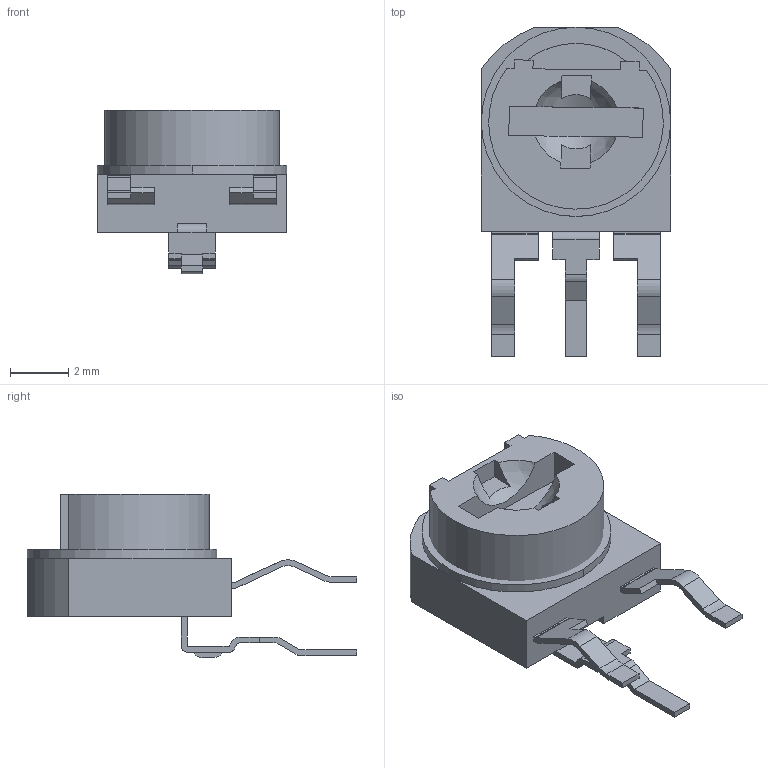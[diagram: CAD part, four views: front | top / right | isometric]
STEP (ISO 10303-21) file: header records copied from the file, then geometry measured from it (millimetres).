
FILE_DESCRIPTION (( 'STEP AP214' ), '1' );
FILE_NAME ('User Library-RM-063.STEP', '2022-02-04T22:12:35', ( '' ), ( '' ), 'SwSTEP 2.0', 'SolidWorks 2021', '' );
FILE_SCHEMA (( 'AUTOMOTIVE_DESIGN' ));
Length unit declared in the file: millimetre
Products named in the file (6): User Library-RM-063_d3l; User Library-RM-063_d1; User Library-RM-063; User Library-RM-063_d3r; User Library-RM-063_d2; User Library-RM-063_d3c
Assembly tree (5 placements, depth 2):
  User Library-RM-063
    User Library-RM-063_d1
    User Library-RM-063_d2
    User Library-RM-063_d3l
    User Library-RM-063_d3r
    User Library-RM-063_d3c
Bounding box: 6.5 x 11.31 x 5.63 mm (x, y, z)
Volume: 135.7 mm3; surface area: 351 mm2
Topology: 5 solids, 5 shells, 141 faces, 378 edges, 250 vertices
Faces by surface type: plane 103, cylinder 34, bspline 4
Entity records: 6275 total; most frequent: CARTESIAN_POINT 907, ORIENTED_EDGE 756, DIRECTION 736, EDGE_CURVE 378, VECTOR 290, LINE 290, VERTEX_POINT 250, AXIS2_PLACEMENT_3D 223
